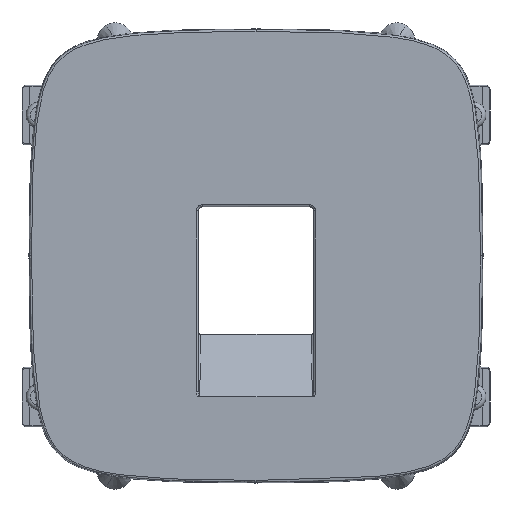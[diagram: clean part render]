
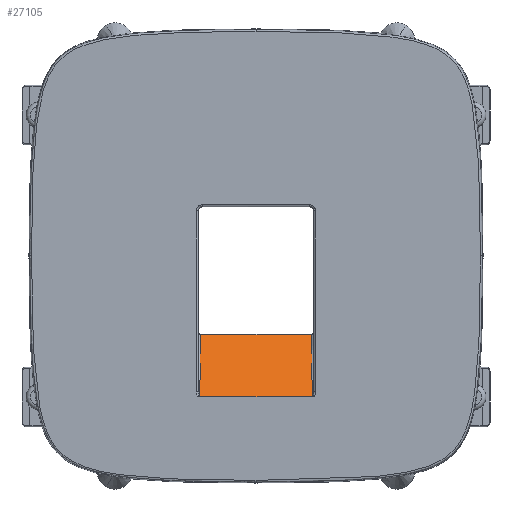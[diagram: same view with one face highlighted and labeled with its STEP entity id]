
A CAD part, top view. The second image highlights one B-rep face of the part: STEP entity #27105.
In plain terms, the highlighted planar face has unit normal (0, 0.559, 0.829).
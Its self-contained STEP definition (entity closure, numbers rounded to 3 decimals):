
#27092=AXIS2_PLACEMENT_3D('Plane Axis2P3D',#27089,#27090,#27091) ;
#19453=CARTESIAN_POINT('Vertex',(6.58,-16.47,11.238)) ;
#19457=CARTESIAN_POINT('Control Point',(-6.58,-16.47,11.238)) ;
#19458=CARTESIAN_POINT('Control Point',(-3.948,-16.47,11.238)) ;
#19459=CARTESIAN_POINT('Control Point',(-1.316,-16.47,11.238)) ;
#19460=CARTESIAN_POINT('Control Point',(1.316,-16.47,11.238)) ;
#19461=CARTESIAN_POINT('Control Point',(3.948,-16.47,11.238)) ;
#19462=CARTESIAN_POINT('Control Point',(6.58,-16.47,11.238)) ;
#19463=CARTESIAN_POINT('Vertex',(-6.58,-16.47,11.238)) ;
#21459=CARTESIAN_POINT('Vertex',(-6.494,-9.225,6.352)) ;
#21496=CARTESIAN_POINT('Line Origine',(-6.534,-12.588,8.62)) ;
#21640=CARTESIAN_POINT('Vertex',(6.494,-9.225,6.352)) ;
#21680=CARTESIAN_POINT('Line Origine',(6.534,-12.588,8.62)) ;
#27089=CARTESIAN_POINT('Axis2P3D Location',(0.,-9.,6.2)) ;
#27094=CARTESIAN_POINT('Line Origine',(0.,-9.225,6.352)) ;
#21497=DIRECTION('Vector Direction',(0.01,0.829,-0.559)) ;
#21681=DIRECTION('Vector Direction',(-0.01,0.829,-0.559)) ;
#27090=DIRECTION('Axis2P3D Direction',(-0.,0.559,0.829)) ;
#27091=DIRECTION('Axis2P3D XDirection',(0.,-0.829,0.559)) ;
#27095=DIRECTION('Vector Direction',(1.,0.,0.)) ;
#21498=VECTOR('Line Direction',#21497,1.) ;
#21682=VECTOR('Line Direction',#21681,1.) ;
#27096=VECTOR('Line Direction',#27095,1.) ;
#27100=ORIENTED_EDGE('',*,*,#21500,.F.) ;
#27101=ORIENTED_EDGE('',*,*,#19465,.T.) ;
#27102=ORIENTED_EDGE('',*,*,#21684,.F.) ;
#27103=ORIENTED_EDGE('',*,*,#27098,.F.) ;
#27105=ADVANCED_FACE('PartBody',(#27104),#27093,.T.) ;
#19456=B_SPLINE_CURVE_WITH_KNOTS('',5,(#19457,#19458,#19459,#19460,#19461,#19462),.UNSPECIFIED.,.F.,.U.,(6,6),(0.17,13.33),.UNSPECIFIED.) ;
#19465=EDGE_CURVE('',#19464,#19454,#19456,.T.) ;
#21500=EDGE_CURVE('',#19464,#21460,#21499,.T.) ;
#21684=EDGE_CURVE('',#21641,#19454,#21683,.F.) ;
#27098=EDGE_CURVE('',#21460,#21641,#27097,.T.) ;
#27099=EDGE_LOOP('',(#27100,#27101,#27102,#27103)) ;
#27104=FACE_OUTER_BOUND('',#27099,.T.) ;
#21499=LINE('Line',#21496,#21498) ;
#21683=LINE('Line',#21680,#21682) ;
#27097=LINE('Line',#27094,#27096) ;
#27093=PLANE('',#27092) ;
#19454=VERTEX_POINT('',#19453) ;
#19464=VERTEX_POINT('',#19463) ;
#21460=VERTEX_POINT('',#21459) ;
#21641=VERTEX_POINT('',#21640) ;
